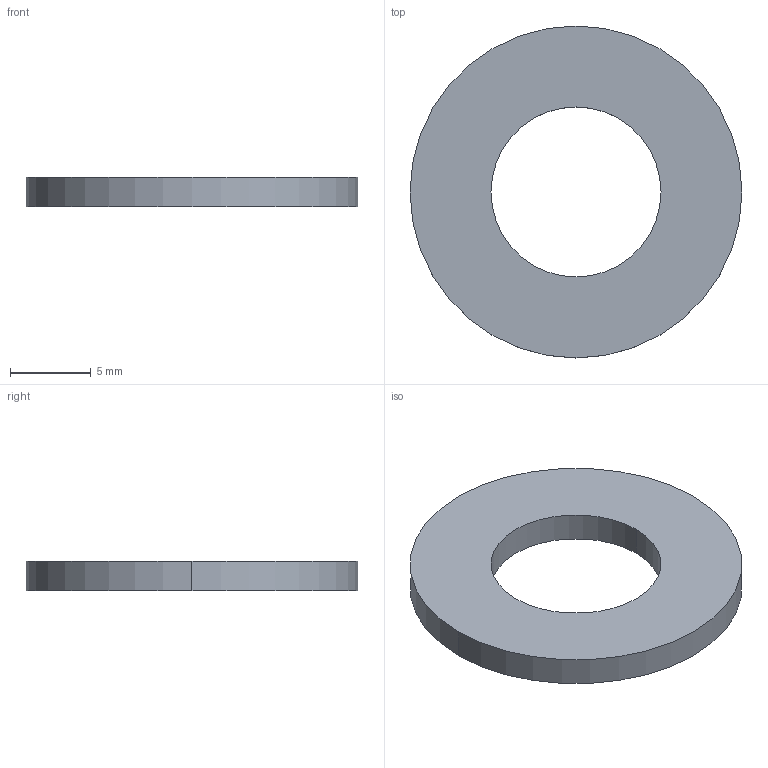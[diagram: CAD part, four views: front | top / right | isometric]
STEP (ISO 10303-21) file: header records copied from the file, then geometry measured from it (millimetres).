
FILE_DESCRIPTION(('CATIA V5 STEP Exchange'),'2;1');
FILE_NAME('M10 Plain Washer.stp','2023-08-17T10:56:33+00:00',('none'),('none'),'CATIA Version 5 Release 21 GA (IN-10)','CATIA V5 STEP AP214 Edition 3','none');
FILE_SCHEMA(('AUTOMOTIVE_DESIGN { 1 0 10303 214 3 1 1 1 }'));
Length unit declared in the file: millimetre
Products named in the file (1): M3 Plain Washer 
Bounding box: 20.5 x 20.5 x 1.8 mm (x, y, z)
Volume: 438.3 mm3; surface area: 662.2 mm2
Topology: 1 solids, 1 shells, 6 faces, 12 edges, 8 vertices
Faces by surface type: cylinder 4, plane 2
Entity records: 172 total; most frequent: CARTESIAN_POINT 25, ORIENTED_EDGE 24, DIRECTION 20, AXIS2_PLACEMENT_3D 13, EDGE_CURVE 12, CIRCLE 8, EDGE_LOOP 8, VERTEX_POINT 8
